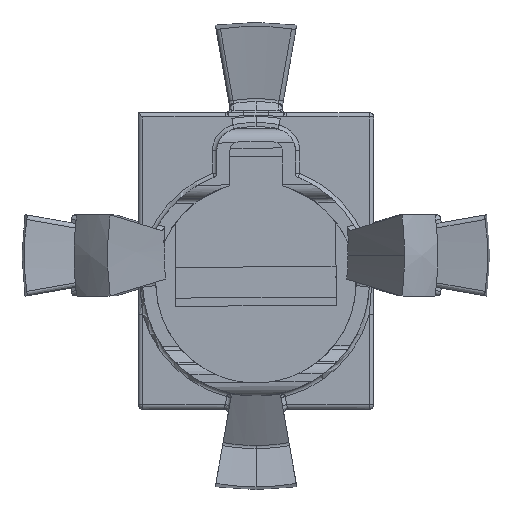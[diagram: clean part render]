
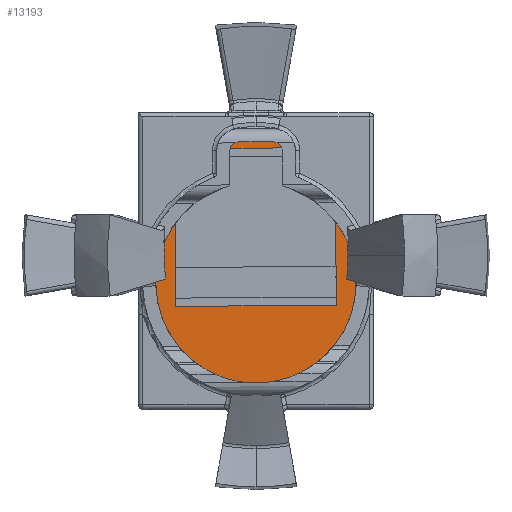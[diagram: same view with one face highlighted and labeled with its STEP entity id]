
A CAD part, front view. The second image highlights one B-rep face of the part: STEP entity #13193.
In plain terms, the highlighted planar face has unit normal (0, -1, 0).
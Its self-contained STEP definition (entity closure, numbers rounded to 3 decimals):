
#145 = EDGE_CURVE ( 'NONE', #2332, #7818, #6160, .T. ) ;
#148 = VERTEX_POINT ( 'NONE', #15150 ) ;
#344 = CARTESIAN_POINT ( 'NONE',  ( -15.196, -16.95, 4.523 ) ) ;
#388 = VERTEX_POINT ( 'NONE', #18999 ) ;
#641 = VECTOR ( 'NONE', #6319, 1000. ) ;
#1706 = CARTESIAN_POINT ( 'NONE',  ( 9.088, -16.95, 22.767 ) ) ;
#1772 = ORIENTED_EDGE ( 'NONE', *, *, #145, .F. ) ;
#2313 = EDGE_CURVE ( 'NONE', #148, #7744, #3907, .T. ) ;
#2332 = VERTEX_POINT ( 'NONE', #2369 ) ;
#2369 = CARTESIAN_POINT ( 'NONE',  ( -11.985, -16.95, 25.523 ) ) ;
#2508 = ORIENTED_EDGE ( 'NONE', *, *, #2313, .T. ) ;
#2597 = DIRECTION ( 'NONE',  ( 0., 1., 0. ) ) ;
#3000 = DIRECTION ( 'NONE',  ( 0.006, 0., -1. ) ) ;
#3659 = VECTOR ( 'NONE', #16666, 1000. ) ;
#3843 = VERTEX_POINT ( 'NONE', #7342 ) ;
#3889 = CARTESIAN_POINT ( 'NONE',  ( 11.325, -16.95, 25.671 ) ) ;
#3894 = CARTESIAN_POINT ( 'NONE',  ( 9.232, -16.95, 0.059 ) ) ;
#3907 = LINE ( 'NONE', #9744, #15557 ) ;
#3966 = ORIENTED_EDGE ( 'NONE', *, *, #12855, .T. ) ;
#4253 = ORIENTED_EDGE ( 'NONE', *, *, #12166, .F. ) ;
#4460 = ORIENTED_EDGE ( 'NONE', *, *, #10610, .F. ) ;
#4791 = CARTESIAN_POINT ( 'NONE',  ( -15.33, -16.95, 25.502 ) ) ;
#5432 = EDGE_CURVE ( 'NONE', #3843, #388, #12215, .T. ) ;
#6160 = LINE ( 'NONE', #4791, #13063 ) ;
#6319 = DIRECTION ( 'NONE',  ( 1., 0., 0.006 ) ) ;
#6326 = LINE ( 'NONE', #344, #3659 ) ;
#6738 = EDGE_LOOP ( 'NONE', ( #13631, #1772, #3966, #14003 ) ) ;
#7041 = PLANE ( 'NONE',  #17549 ) ;
#7342 = CARTESIAN_POINT ( 'NONE',  ( -11.784, -16.95, -6.141 ) ) ;
#7744 = VERTEX_POINT ( 'NONE', #1706 ) ;
#7818 = VERTEX_POINT ( 'NONE', #3889 ) ;
#7836 = VECTOR ( 'NONE', #12805, 1000. ) ;
#8471 = DIRECTION ( 'NONE',  ( 1., 0., 0.006 ) ) ;
#8796 = EDGE_CURVE ( 'NONE', #7744, #12103, #15699, .T. ) ;
#8909 = LINE ( 'NONE', #10270, #17834 ) ;
#9224 = VECTOR ( 'NONE', #12767, 1000. ) ;
#9744 = CARTESIAN_POINT ( 'NONE',  ( -15.311, -16.95, 22.612 ) ) ;
#9958 = FACE_BOUND ( 'NONE', #10181, .T. ) ;
#10181 = EDGE_LOOP ( 'NONE', ( #4253, #2508, #14758, #4460 ) ) ;
#10270 = CARTESIAN_POINT ( 'NONE',  ( -9.17, -16.95, -0.058 ) ) ;
#10459 = VERTEX_POINT ( 'NONE', #17443 ) ;
#10467 = CARTESIAN_POINT ( 'NONE',  ( -11.822, -16.95, -0.075 ) ) ;
#10557 = CARTESIAN_POINT ( 'NONE',  ( 9.203, -16.95, 4.678 ) ) ;
#10610 = EDGE_CURVE ( 'NONE', #10459, #12103, #6326, .T. ) ;
#10805 = DIRECTION ( 'NONE',  ( 1., 0., 0.006 ) ) ;
#12103 = VERTEX_POINT ( 'NONE', #10557 ) ;
#12166 = EDGE_CURVE ( 'NONE', #148, #10459, #8909, .T. ) ;
#12215 = LINE ( 'NONE', #14935, #641 ) ;
#12491 = CARTESIAN_POINT ( 'NONE',  ( 11.487, -16.95, 0.073 ) ) ;
#12767 = DIRECTION ( 'NONE',  ( 0.006, 0., -1. ) ) ;
#12805 = DIRECTION ( 'NONE',  ( 0.006, 0., -1. ) ) ;
#12855 = EDGE_CURVE ( 'NONE', #2332, #3843, #13265, .T. ) ;
#13063 = VECTOR ( 'NONE', #10805, 1000. ) ;
#13193 = ADVANCED_FACE ( 'NONE', ( #9958, #18736 ), #7041, .F. ) ;
#13247 = VECTOR ( 'NONE', #3000, 1000. ) ;
#13265 = LINE ( 'NONE', #10467, #13247 ) ;
#13631 = ORIENTED_EDGE ( 'NONE', *, *, #15013, .F. ) ;
#14003 = ORIENTED_EDGE ( 'NONE', *, *, #5432, .T. ) ;
#14758 = ORIENTED_EDGE ( 'NONE', *, *, #8796, .T. ) ;
#14798 = DIRECTION ( 'NONE',  ( 0.006, 0., -1. ) ) ;
#14935 = CARTESIAN_POINT ( 'NONE',  ( -15.129, -16.95, -6.162 ) ) ;
#15013 = EDGE_CURVE ( 'NONE', #7818, #388, #17195, .T. ) ;
#15150 = CARTESIAN_POINT ( 'NONE',  ( -9.314, -16.95, 22.65 ) ) ;
#15557 = VECTOR ( 'NONE', #8471, 1000. ) ;
#15699 = LINE ( 'NONE', #3894, #7836 ) ;
#15843 = CARTESIAN_POINT ( 'NONE',  ( -15.167, -16.95, -0.096 ) ) ;
#16666 = DIRECTION ( 'NONE',  ( 1., 0., 0.006 ) ) ;
#17188 = DIRECTION ( 'NONE',  ( -1., 0., 0. ) ) ;
#17195 = LINE ( 'NONE', #12491, #9224 ) ;
#17443 = CARTESIAN_POINT ( 'NONE',  ( -9.199, -16.95, 4.561 ) ) ;
#17549 = AXIS2_PLACEMENT_3D ( 'NONE', #15843, #2597, #17188 ) ;
#17834 = VECTOR ( 'NONE', #14798, 1000. ) ;
#18736 = FACE_OUTER_BOUND ( 'NONE', #6738, .T. ) ;
#18999 = CARTESIAN_POINT ( 'NONE',  ( 11.526, -16.95, -5.993 ) ) ;
